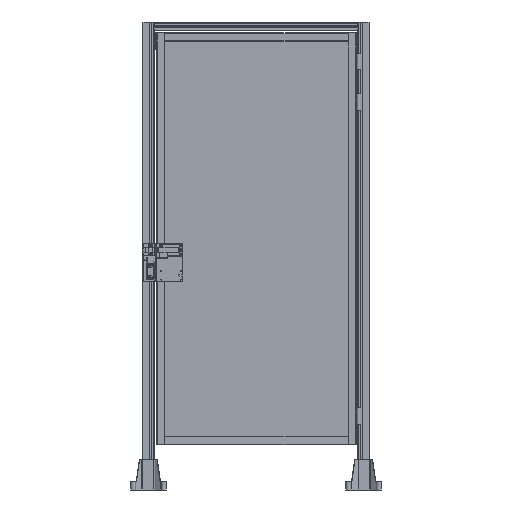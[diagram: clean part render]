
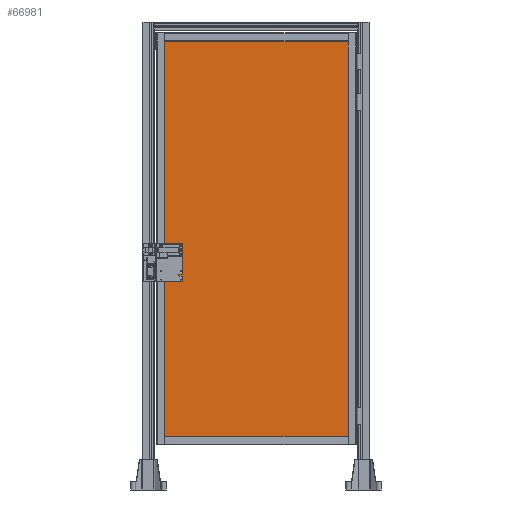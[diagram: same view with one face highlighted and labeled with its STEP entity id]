
A CAD part, front view. The second image highlights one B-rep face of the part: STEP entity #66981.
In plain terms, the highlighted planar face has unit normal (0, -1, 0).
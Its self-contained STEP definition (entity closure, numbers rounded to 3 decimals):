
#66878=CARTESIAN_POINT('',(591.999,-37.7,86.));
#66879=DIRECTION('',(0.0,1.0,0.0));
#66880=DIRECTION('',(0.0,0.0,-1.0));
#66881=AXIS2_PLACEMENT_3D('',#66878,#66879,#66880);
#66882=PLANE('',#66881);
#66883=CARTESIAN_POINT('',(1044.999,-37.7,-914.));
#66884=VERTEX_POINT('',#66883);
#66885=CARTESIAN_POINT('',(1044.999,-37.7,1086.));
#66886=VERTEX_POINT('',#66885);
#66887=CARTESIAN_POINT('',(1044.999,-37.7,-914.));
#66888=DIRECTION('',(0.0,0.0,1.0));
#66889=VECTOR('',#66888,2000.0);
#66890=LINE('',#66887,#66889);
#66891=EDGE_CURVE('',#66884,#66886,#66890,.T.);
#66892=ORIENTED_EDGE('',*,*,#66891,.T.);
#66893=CARTESIAN_POINT('',(1043.999,-37.7,1086.));
#66894=VERTEX_POINT('',#66893);
#66895=CARTESIAN_POINT('',(1043.999,-37.7,1086.));
#66896=DIRECTION('',(1.0,0.0,0.0));
#66897=VECTOR('',#66896,1.);
#66898=LINE('',#66895,#66897);
#66899=EDGE_CURVE('',#66894,#66886,#66898,.T.);
#66900=ORIENTED_EDGE('',*,*,#66899,.F.);
#66901=CARTESIAN_POINT('',(1043.999,-37.7,1061.));
#66902=VERTEX_POINT('',#66901);
#66903=CARTESIAN_POINT('',(1043.999,-37.7,1086.));
#66904=DIRECTION('',(0.0,0.0,-1.0));
#66905=VECTOR('',#66904,25.);
#66906=LINE('',#66903,#66905);
#66907=EDGE_CURVE('',#66894,#66902,#66906,.T.);
#66908=ORIENTED_EDGE('',*,*,#66907,.T.);
#66909=CARTESIAN_POINT('',(139.999,-37.7,1061.));
#66910=VERTEX_POINT('',#66909);
#66911=CARTESIAN_POINT('',(1043.999,-37.7,1061.));
#66912=DIRECTION('',(-1.0,0.0,0.0));
#66913=VECTOR('',#66912,904.0);
#66914=LINE('',#66911,#66913);
#66915=EDGE_CURVE('',#66902,#66910,#66914,.T.);
#66916=ORIENTED_EDGE('',*,*,#66915,.T.);
#66917=CARTESIAN_POINT('',(139.999,-37.7,1086.));
#66918=VERTEX_POINT('',#66917);
#66919=CARTESIAN_POINT('',(139.999,-37.7,1061.));
#66920=DIRECTION('',(0.0,0.0,1.0));
#66921=VECTOR('',#66920,25.);
#66922=LINE('',#66919,#66921);
#66923=EDGE_CURVE('',#66910,#66918,#66922,.T.);
#66924=ORIENTED_EDGE('',*,*,#66923,.T.);
#66925=CARTESIAN_POINT('',(138.999,-37.7,1086.));
#66926=VERTEX_POINT('',#66925);
#66927=CARTESIAN_POINT('',(138.999,-37.7,1086.));
#66928=DIRECTION('',(1.0,0.0,0.0));
#66929=VECTOR('',#66928,1.);
#66930=LINE('',#66927,#66929);
#66931=EDGE_CURVE('',#66926,#66918,#66930,.T.);
#66932=ORIENTED_EDGE('',*,*,#66931,.F.);
#66933=CARTESIAN_POINT('',(138.999,-37.7,-914.));
#66934=VERTEX_POINT('',#66933);
#66935=CARTESIAN_POINT('',(138.999,-37.7,1086.));
#66936=DIRECTION('',(0.0,0.0,-1.0));
#66937=VECTOR('',#66936,2000.);
#66938=LINE('',#66935,#66937);
#66939=EDGE_CURVE('',#66926,#66934,#66938,.T.);
#66940=ORIENTED_EDGE('',*,*,#66939,.T.);
#66941=CARTESIAN_POINT('',(139.999,-37.7,-914.));
#66942=VERTEX_POINT('',#66941);
#66943=CARTESIAN_POINT('',(139.999,-37.7,-914.));
#66944=DIRECTION('',(-1.0,0.0,0.0));
#66945=VECTOR('',#66944,1.);
#66946=LINE('',#66943,#66945);
#66947=EDGE_CURVE('',#66942,#66934,#66946,.T.);
#66948=ORIENTED_EDGE('',*,*,#66947,.F.);
#66949=CARTESIAN_POINT('',(139.999,-37.7,-889.));
#66950=VERTEX_POINT('',#66949);
#66951=CARTESIAN_POINT('',(139.999,-37.7,-914.));
#66952=DIRECTION('',(0.0,0.0,1.0));
#66953=VECTOR('',#66952,25.);
#66954=LINE('',#66951,#66953);
#66955=EDGE_CURVE('',#66942,#66950,#66954,.T.);
#66956=ORIENTED_EDGE('',*,*,#66955,.T.);
#66957=CARTESIAN_POINT('',(1043.999,-37.7,-889.));
#66958=VERTEX_POINT('',#66957);
#66959=CARTESIAN_POINT('',(139.999,-37.7,-889.));
#66960=DIRECTION('',(1.0,0.0,0.0));
#66961=VECTOR('',#66960,904.);
#66962=LINE('',#66959,#66961);
#66963=EDGE_CURVE('',#66950,#66958,#66962,.T.);
#66964=ORIENTED_EDGE('',*,*,#66963,.T.);
#66965=CARTESIAN_POINT('',(1043.999,-37.7,-914.));
#66966=VERTEX_POINT('',#66965);
#66967=CARTESIAN_POINT('',(1043.999,-37.7,-889.));
#66968=DIRECTION('',(0.0,0.0,-1.0));
#66969=VECTOR('',#66968,25.);
#66970=LINE('',#66967,#66969);
#66971=EDGE_CURVE('',#66958,#66966,#66970,.T.);
#66972=ORIENTED_EDGE('',*,*,#66971,.T.);
#66973=CARTESIAN_POINT('',(1044.999,-37.7,-914.));
#66974=DIRECTION('',(-1.0,0.0,0.0));
#66975=VECTOR('',#66974,1.);
#66976=LINE('',#66973,#66975);
#66977=EDGE_CURVE('',#66884,#66966,#66976,.T.);
#66978=ORIENTED_EDGE('',*,*,#66977,.F.);
#66979=EDGE_LOOP('',(#66892,#66900,#66908,#66916,#66924,#66932,#66940,#66948,#66956,#66964,#66972,#66978));
#66980=FACE_OUTER_BOUND('',#66979,.T.);
#66981=ADVANCED_FACE('',(#66980),#66882,.F.);
